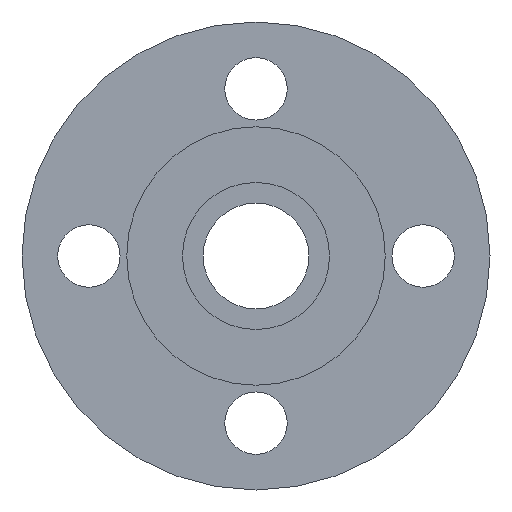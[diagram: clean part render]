
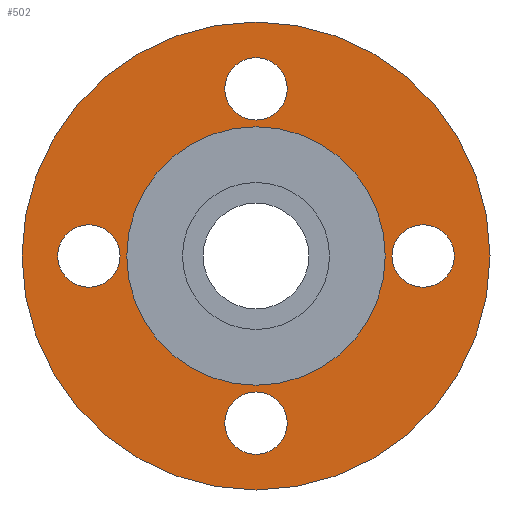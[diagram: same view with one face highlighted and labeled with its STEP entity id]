
A CAD part, front view. The second image highlights one B-rep face of the part: STEP entity #502.
In plain terms, the highlighted planar face has unit normal (0, -1, 0).
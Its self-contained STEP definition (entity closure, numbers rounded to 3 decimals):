
#1 = VERTEX_POINT ( 'NONE', #680 ) ;
#3 = DIRECTION ( 'NONE',  ( 0., 0., -1. ) ) ;
#10 = CARTESIAN_POINT ( 'NONE',  ( 0., 2., 29. ) ) ;
#16 = DIRECTION ( 'NONE',  ( 0., 0., -1. ) ) ;
#26 = CARTESIAN_POINT ( 'NONE',  ( 37.5, 2., -7. ) ) ;
#30 = DIRECTION ( 'NONE',  ( 0., 1., 0. ) ) ;
#38 = EDGE_CURVE ( 'NONE', #508, #839, #67, .T. ) ;
#59 = EDGE_CURVE ( 'NONE', #350, #206, #566, .T. ) ;
#65 = DIRECTION ( 'NONE',  ( 0., 0., 1. ) ) ;
#67 = CIRCLE ( 'NONE', #479, 7. ) ;
#72 = CARTESIAN_POINT ( 'NONE',  ( -37.5, 2., -7. ) ) ;
#79 = CARTESIAN_POINT ( 'NONE',  ( 37.5, 2., 0. ) ) ;
#81 = DIRECTION ( 'NONE',  ( 0., -1., 0. ) ) ;
#98 = ORIENTED_EDGE ( 'NONE', *, *, #169, .F. ) ;
#106 = CIRCLE ( 'NONE', #236, 29. ) ;
#121 = DIRECTION ( 'NONE',  ( 0., -1., 0. ) ) ;
#129 = AXIS2_PLACEMENT_3D ( 'NONE', #871, #865, #382 ) ;
#138 = ORIENTED_EDGE ( 'NONE', *, *, #59, .F. ) ;
#139 = DIRECTION ( 'NONE',  ( 0., 0., -1. ) ) ;
#142 = ORIENTED_EDGE ( 'NONE', *, *, #745, .T. ) ;
#162 = CIRCLE ( 'NONE', #129, 52.5 ) ;
#166 = VERTEX_POINT ( 'NONE', #517 ) ;
#169 = EDGE_CURVE ( 'NONE', #732, #419, #396, .T. ) ;
#177 = DIRECTION ( 'NONE',  ( 0., 1., 0. ) ) ;
#181 = DIRECTION ( 'NONE',  ( 0., -1., 0. ) ) ;
#183 = CIRCLE ( 'NONE', #774, 7. ) ;
#185 = CARTESIAN_POINT ( 'NONE',  ( 0., 2., -30.5 ) ) ;
#186 = EDGE_LOOP ( 'NONE', ( #454, #98 ) ) ;
#191 = DIRECTION ( 'NONE',  ( 0., -1., 0. ) ) ;
#194 = CIRCLE ( 'NONE', #702, 7. ) ;
#197 = EDGE_LOOP ( 'NONE', ( #142, #662 ) ) ;
#201 = CARTESIAN_POINT ( 'NONE',  ( 0., 2., -44.5 ) ) ;
#206 = VERTEX_POINT ( 'NONE', #591 ) ;
#207 = ORIENTED_EDGE ( 'NONE', *, *, #317, .F. ) ;
#209 = EDGE_CURVE ( 'NONE', #594, #1, #194, .T. ) ;
#213 = CARTESIAN_POINT ( 'NONE',  ( 0., 2., 37.5 ) ) ;
#218 = ORIENTED_EDGE ( 'NONE', *, *, #649, .F. ) ;
#232 = CIRCLE ( 'NONE', #736, 7. ) ;
#236 = AXIS2_PLACEMENT_3D ( 'NONE', #721, #177, #65 ) ;
#240 = DIRECTION ( 'NONE',  ( 0., 0., -1. ) ) ;
#243 = EDGE_CURVE ( 'NONE', #206, #350, #162, .T. ) ;
#244 = DIRECTION ( 'NONE',  ( 0., -1., 0. ) ) ;
#260 = ORIENTED_EDGE ( 'NONE', *, *, #516, .F. ) ;
#265 = EDGE_CURVE ( 'NONE', #419, #732, #232, .T. ) ;
#267 = ORIENTED_EDGE ( 'NONE', *, *, #537, .F. ) ;
#275 = EDGE_CURVE ( 'NONE', #166, #503, #106, .T. ) ;
#282 = CARTESIAN_POINT ( 'NONE',  ( 37.5, 2., 7. ) ) ;
#285 = DIRECTION ( 'NONE',  ( 0., 0., -1. ) ) ;
#308 = CARTESIAN_POINT ( 'NONE',  ( 0., 2., 0. ) ) ;
#312 = AXIS2_PLACEMENT_3D ( 'NONE', #338, #612, #16 ) ;
#317 = EDGE_CURVE ( 'NONE', #839, #508, #742, .T. ) ;
#318 = CARTESIAN_POINT ( 'NONE',  ( 0., 2., 52.5 ) ) ;
#322 = CARTESIAN_POINT ( 'NONE',  ( 0., 2., 30.5 ) ) ;
#325 = DIRECTION ( 'NONE',  ( 0., 0., -1. ) ) ;
#338 = CARTESIAN_POINT ( 'NONE',  ( 0., 2., 29. ) ) ;
#342 = AXIS2_PLACEMENT_3D ( 'NONE', #691, #81, #285 ) ;
#349 = DIRECTION ( 'NONE',  ( 0., -1., 0. ) ) ;
#350 = VERTEX_POINT ( 'NONE', #318 ) ;
#357 = DIRECTION ( 'NONE',  ( 0., -1., 0. ) ) ;
#366 = VERTEX_POINT ( 'NONE', #822 ) ;
#378 = DIRECTION ( 'NONE',  ( 0., 0., 1. ) ) ;
#382 = DIRECTION ( 'NONE',  ( 0., 0., 1. ) ) ;
#386 = CIRCLE ( 'NONE', #775, 7. ) ;
#396 = CIRCLE ( 'NONE', #581, 7. ) ;
#419 = VERTEX_POINT ( 'NONE', #201 ) ;
#436 = EDGE_LOOP ( 'NONE', ( #480, #207 ) ) ;
#439 = AXIS2_PLACEMENT_3D ( 'NONE', #308, #30, #378 ) ;
#454 = ORIENTED_EDGE ( 'NONE', *, *, #265, .F. ) ;
#462 = DIRECTION ( 'NONE',  ( 0., 1., 0. ) ) ;
#464 = CARTESIAN_POINT ( 'NONE',  ( 37.5, 2., 0. ) ) ;
#468 = CARTESIAN_POINT ( 'NONE',  ( 0., 2., -37.5 ) ) ;
#477 = CARTESIAN_POINT ( 'NONE',  ( 0., 2., 0. ) ) ;
#479 = AXIS2_PLACEMENT_3D ( 'NONE', #79, #349, #621 ) ;
#480 = ORIENTED_EDGE ( 'NONE', *, *, #38, .F. ) ;
#502 = ADVANCED_FACE ( 'NONE', ( #625, #568, #555, #634, #837, #700 ), #619, .T. ) ;
#503 = VERTEX_POINT ( 'NONE', #10 ) ;
#508 = VERTEX_POINT ( 'NONE', #26 ) ;
#516 = EDGE_CURVE ( 'NONE', #366, #699, #843, .T. ) ;
#517 = CARTESIAN_POINT ( 'NONE',  ( 0., 2., -29. ) ) ;
#537 = EDGE_CURVE ( 'NONE', #699, #366, #183, .T. ) ;
#541 = ORIENTED_EDGE ( 'NONE', *, *, #209, .F. ) ;
#555 = FACE_BOUND ( 'NONE', #719, .T. ) ;
#565 = AXIS2_PLACEMENT_3D ( 'NONE', #464, #244, #240 ) ;
#566 = CIRCLE ( 'NONE', #439, 52.5 ) ;
#568 = FACE_BOUND ( 'NONE', #883, .T. ) ;
#581 = AXIS2_PLACEMENT_3D ( 'NONE', #704, #708, #841 ) ;
#591 = CARTESIAN_POINT ( 'NONE',  ( 0., 2., -52.5 ) ) ;
#594 = VERTEX_POINT ( 'NONE', #72 ) ;
#612 = DIRECTION ( 'NONE',  ( 0., -1., 0. ) ) ;
#619 = PLANE ( 'NONE',  #312 ) ;
#621 = DIRECTION ( 'NONE',  ( 0., 0., -1. ) ) ;
#622 = AXIS2_PLACEMENT_3D ( 'NONE', #477, #462, #885 ) ;
#623 = EDGE_LOOP ( 'NONE', ( #138, #860 ) ) ;
#625 = FACE_BOUND ( 'NONE', #436, .T. ) ;
#634 = FACE_BOUND ( 'NONE', #186, .T. ) ;
#649 = EDGE_CURVE ( 'NONE', #1, #594, #386, .T. ) ;
#661 = CARTESIAN_POINT ( 'NONE',  ( -37.5, 2., 0. ) ) ;
#662 = ORIENTED_EDGE ( 'NONE', *, *, #275, .T. ) ;
#672 = DIRECTION ( 'NONE',  ( 0., 0., -1. ) ) ;
#680 = CARTESIAN_POINT ( 'NONE',  ( -37.5, 2., 7. ) ) ;
#691 = CARTESIAN_POINT ( 'NONE',  ( 0., 2., 37.5 ) ) ;
#699 = VERTEX_POINT ( 'NONE', #322 ) ;
#700 = FACE_OUTER_BOUND ( 'NONE', #623, .T. ) ;
#702 = AXIS2_PLACEMENT_3D ( 'NONE', #790, #191, #325 ) ;
#704 = CARTESIAN_POINT ( 'NONE',  ( 0., 2., -37.5 ) ) ;
#708 = DIRECTION ( 'NONE',  ( 0., -1., 0. ) ) ;
#719 = EDGE_LOOP ( 'NONE', ( #541, #218 ) ) ;
#721 = CARTESIAN_POINT ( 'NONE',  ( 0., 2., 0. ) ) ;
#730 = CIRCLE ( 'NONE', #622, 29. ) ;
#732 = VERTEX_POINT ( 'NONE', #185 ) ;
#736 = AXIS2_PLACEMENT_3D ( 'NONE', #468, #121, #672 ) ;
#742 = CIRCLE ( 'NONE', #565, 7. ) ;
#745 = EDGE_CURVE ( 'NONE', #503, #166, #730, .T. ) ;
#774 = AXIS2_PLACEMENT_3D ( 'NONE', #213, #357, #3 ) ;
#775 = AXIS2_PLACEMENT_3D ( 'NONE', #661, #181, #139 ) ;
#790 = CARTESIAN_POINT ( 'NONE',  ( -37.5, 2., 0. ) ) ;
#822 = CARTESIAN_POINT ( 'NONE',  ( 0., 2., 44.5 ) ) ;
#837 = FACE_BOUND ( 'NONE', #197, .T. ) ;
#839 = VERTEX_POINT ( 'NONE', #282 ) ;
#841 = DIRECTION ( 'NONE',  ( 0., 0., -1. ) ) ;
#843 = CIRCLE ( 'NONE', #342, 7. ) ;
#860 = ORIENTED_EDGE ( 'NONE', *, *, #243, .F. ) ;
#865 = DIRECTION ( 'NONE',  ( 0., 1., 0. ) ) ;
#871 = CARTESIAN_POINT ( 'NONE',  ( 0., 2., 0. ) ) ;
#883 = EDGE_LOOP ( 'NONE', ( #267, #260 ) ) ;
#885 = DIRECTION ( 'NONE',  ( 0., 0., 1. ) ) ;
